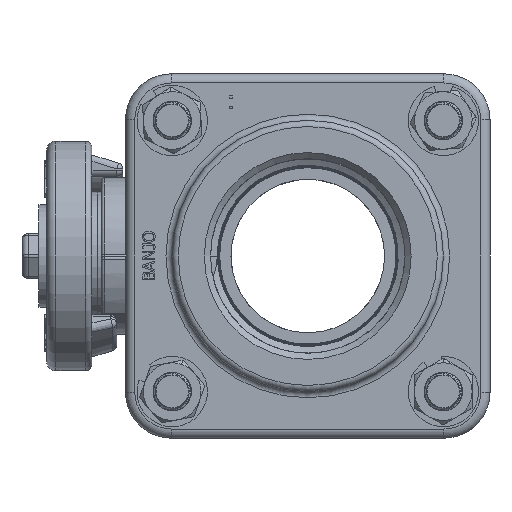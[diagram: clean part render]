
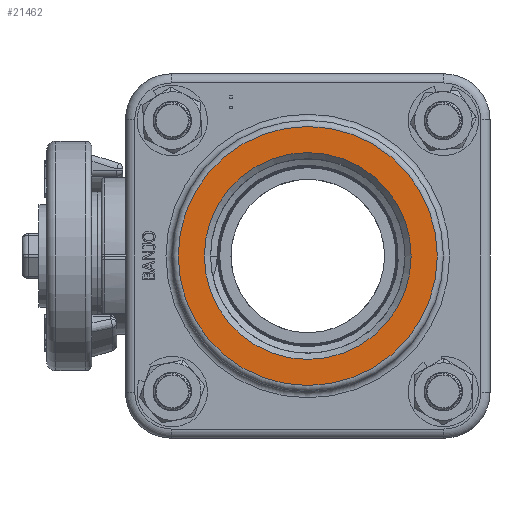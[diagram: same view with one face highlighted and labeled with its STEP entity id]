
A CAD part, left-side view. The second image highlights one B-rep face of the part: STEP entity #21462.
In plain terms, the highlighted planar face has unit normal (-1, 0, 0).
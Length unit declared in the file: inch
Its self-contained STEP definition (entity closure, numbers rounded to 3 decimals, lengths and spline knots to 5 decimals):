
#558=FACE_BOUND('',#6896,.T.);
#700=PLANE('',#23281);
#5552=FACE_OUTER_BOUND('',#6895,.T.);
#6895=EDGE_LOOP('',(#15549));
#6896=EDGE_LOOP('',(#15550));
#8808=CIRCLE('',#23277,1.265);
#8811=CIRCLE('',#23282,1.01);
#9706=VERTEX_POINT('',#34100);
#9709=VERTEX_POINT('',#34110);
#11924=EDGE_CURVE('',#9706,#9706,#8808,.T.);
#11928=EDGE_CURVE('',#9709,#9709,#8811,.T.);
#15549=ORIENTED_EDGE('',*,*,#11924,.F.);
#15550=ORIENTED_EDGE('',*,*,#11928,.T.);
#21462=ADVANCED_FACE('',(#5552,#558),#700,.T.);
#23277=AXIS2_PLACEMENT_3D('',#34102,#25847,#25848);
#23281=AXIS2_PLACEMENT_3D('',#34109,#25856,#25857);
#23282=AXIS2_PLACEMENT_3D('',#34111,#25858,#25859);
#25847=DIRECTION('center_axis',(1.,0.,0.));
#25848=DIRECTION('ref_axis',(0.,-1.,0.));
#25856=DIRECTION('center_axis',(-1.,0.,0.));
#25857=DIRECTION('ref_axis',(0.,0.,1.));
#25858=DIRECTION('center_axis',(1.,0.,0.));
#25859=DIRECTION('ref_axis',(0.,1.,0.));
#34100=CARTESIAN_POINT('',(0.,0.,1.265));
#34102=CARTESIAN_POINT('Origin',(0.,0.,0.));
#34109=CARTESIAN_POINT('Origin',(0.,1.1675,0.));
#34110=CARTESIAN_POINT('',(0.,-1.01,0.));
#34111=CARTESIAN_POINT('Origin',(0.,0.,0.));
